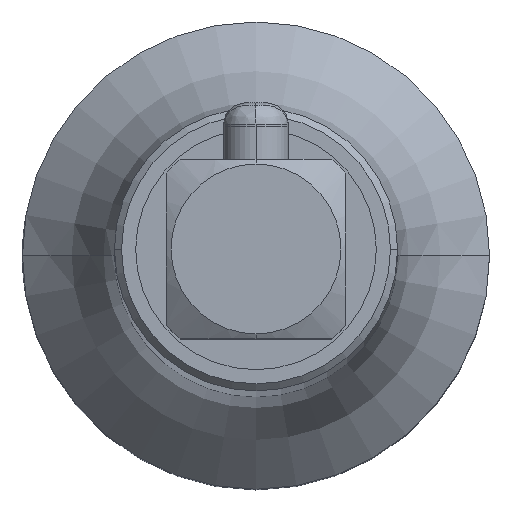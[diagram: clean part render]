
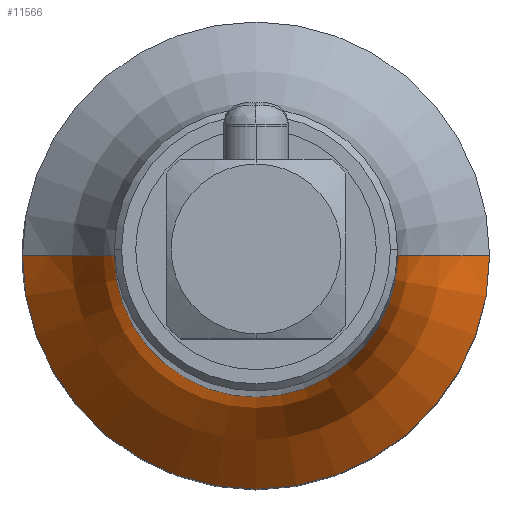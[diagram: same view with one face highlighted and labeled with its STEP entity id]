
A CAD part, top view. The second image highlights one B-rep face of the part: STEP entity #11566.
In plain terms, the highlighted toroidal (fillet/blend) face has major radius 25 mm and minor radius 15 mm.
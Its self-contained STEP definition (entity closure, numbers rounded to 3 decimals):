
#11044=CARTESIAN_POINT('',(0.,25.,44.359));
#11045=DIRECTION('',(-1.,0.,0.));
#11046=DIRECTION('',(0.,-0.567,-0.824));
#11047=AXIS2_PLACEMENT_3D('',#11044,#11045,#11046);
#11060=CARTESIAN_POINT('',(0.,-25.,44.359));
#11061=DIRECTION('',(1.,0.,0.));
#11062=DIRECTION('',(0.,0.567,-0.824));
#11063=AXIS2_PLACEMENT_3D('',#11060,#11061,#11062);
#11068=CARTESIAN_POINT('',(0.,0.,32.));
#11069=DIRECTION('',(0.,0.,1.));
#11070=DIRECTION('',(0.,1.,0.));
#11071=AXIS2_PLACEMENT_3D('',#11068,#11069,#11070);
#11084=CARTESIAN_POINT('',(0.,0.,44.359));
#11085=DIRECTION('',(0.,0.,1.));
#11086=DIRECTION('',(0.,1.,0.));
#11087=AXIS2_PLACEMENT_3D('',#11084,#11085,#11086);
#11444=CARTESIAN_POINT('',(0.,16.5,32.));
#11445=VERTEX_POINT('',#11444);
#11448=CARTESIAN_POINT('',(0.,10.,44.359));
#11449=VERTEX_POINT('',#11448);
#11450=CARTESIAN_POINT('',(0.,-16.5,32.));
#11451=CARTESIAN_POINT('',(0.,-10.,44.359));
#11452=VERTEX_POINT('',#11450);
#11453=VERTEX_POINT('',#11451);
#11554=CARTESIAN_POINT('',(0.,0.,44.359));
#11555=DIRECTION('',(0.,0.,1.));
#11556=DIRECTION('',(0.,1.,0.));
#11557=AXIS2_PLACEMENT_3D('',#11554,#11555,#11556);
#11558=TOROIDAL_SURFACE('',#11557,25.,15.);
#11559=ORIENTED_EDGE('',*,*,#11544,.T.);
#11561=ORIENTED_EDGE('',*,*,#11560,.T.);
#11562=ORIENTED_EDGE('',*,*,#11547,.F.);
#11563=ORIENTED_EDGE('',*,*,#11487,.F.);
#11564=EDGE_LOOP('',(#11559,#11561,#11562,#11563));
#11565=FACE_OUTER_BOUND('',#11564,.F.);
#11566=ADVANCED_FACE('',(#11565),#11558,.F.);
#11048=CIRCLE('',#11047,15.);
#11064=CIRCLE('',#11063,15.);
#11072=CIRCLE('',#11071,16.5);
#11088=CIRCLE('',#11087,10.);
#11487=EDGE_CURVE('',#11445,#11452,#11072,.T.);
#11544=EDGE_CURVE('',#11445,#11449,#11048,.T.);
#11547=EDGE_CURVE('',#11452,#11453,#11064,.T.);
#11560=EDGE_CURVE('',#11449,#11453,#11088,.T.);
